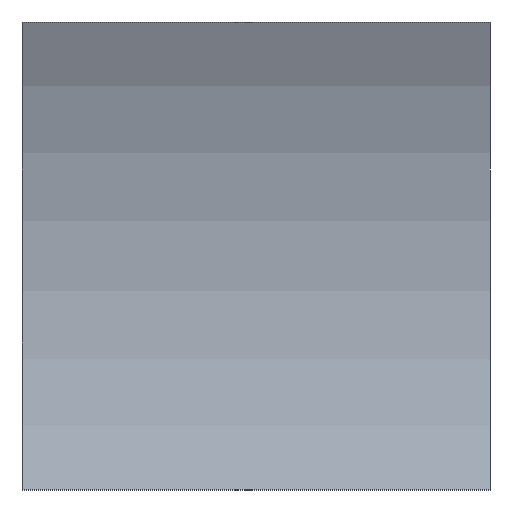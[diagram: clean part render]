
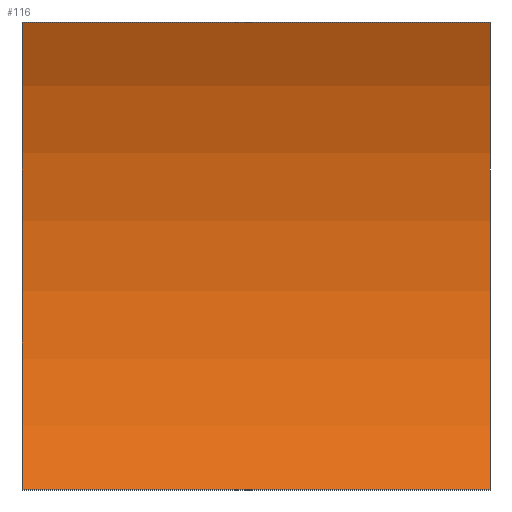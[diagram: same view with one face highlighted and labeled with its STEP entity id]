
A CAD part, left-side view. The second image highlights one B-rep face of the part: STEP entity #116.
In plain terms, the highlighted cylindrical face has radius 11.45 mm (diameter 22.9 mm), a partial arc.
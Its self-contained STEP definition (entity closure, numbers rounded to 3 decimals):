
#1 = CIRCLE ( 'NONE', #24, 11.45 ) ;
#3 = LINE ( 'NONE', #123, #111 ) ;
#9 = DIRECTION ( 'NONE',  ( 0., -1., 0. ) ) ;
#13 = EDGE_CURVE ( 'NONE', #49, #92, #1, .T. ) ;
#18 = ORIENTED_EDGE ( 'NONE', *, *, #13, .F. ) ;
#19 = ORIENTED_EDGE ( 'NONE', *, *, #172, .T. ) ;
#22 = CARTESIAN_POINT ( 'NONE',  ( -13.45, 0., 5. ) ) ;
#24 = AXIS2_PLACEMENT_3D ( 'NONE', #68, #9, #83 ) ;
#35 = CARTESIAN_POINT ( 'NONE',  ( -3.149, 10., 10. ) ) ;
#41 = DIRECTION ( 'NONE',  ( 0., 0., -1. ) ) ;
#46 = VERTEX_POINT ( 'NONE', #121 ) ;
#49 = VERTEX_POINT ( 'NONE', #69 ) ;
#60 = DIRECTION ( 'NONE',  ( 0., -1., 0. ) ) ;
#68 = CARTESIAN_POINT ( 'NONE',  ( -13.45, 10., 5. ) ) ;
#69 = CARTESIAN_POINT ( 'NONE',  ( -3.149, 10., 0. ) ) ;
#77 = ORIENTED_EDGE ( 'NONE', *, *, #152, .F. ) ;
#83 = DIRECTION ( 'NONE',  ( 0., 0., 1. ) ) ;
#84 = DIRECTION ( 'NONE',  ( 0., -1., 0. ) ) ;
#92 = VERTEX_POINT ( 'NONE', #35 ) ;
#110 = AXIS2_PLACEMENT_3D ( 'NONE', #190, #60, #41 ) ;
#111 = VECTOR ( 'NONE', #84, 1000. ) ;
#114 = LINE ( 'NONE', #145, #177 ) ;
#116 = ADVANCED_FACE ( 'NONE', ( #156 ), #126, .F. ) ;
#120 = DIRECTION ( 'NONE',  ( 0., -1., 0. ) ) ;
#121 = CARTESIAN_POINT ( 'NONE',  ( -3.149, 0., 0. ) ) ;
#123 = CARTESIAN_POINT ( 'NONE',  ( -3.149, 10., 10. ) ) ;
#126 = CYLINDRICAL_SURFACE ( 'NONE', #110, 11.45 ) ;
#136 = CARTESIAN_POINT ( 'NONE',  ( -3.149, 0., 10. ) ) ;
#141 = DIRECTION ( 'NONE',  ( 0., 0., 1. ) ) ;
#145 = CARTESIAN_POINT ( 'NONE',  ( -3.149, 10., 0. ) ) ;
#152 = EDGE_CURVE ( 'NONE', #92, #174, #3, .T. ) ;
#156 = FACE_OUTER_BOUND ( 'NONE', #159, .T. ) ;
#159 = EDGE_LOOP ( 'NONE', ( #19, #77, #18, #204 ) ) ;
#166 = AXIS2_PLACEMENT_3D ( 'NONE', #22, #180, #141 ) ;
#172 = EDGE_CURVE ( 'NONE', #46, #174, #173, .T. ) ;
#173 = CIRCLE ( 'NONE', #166, 11.45 ) ;
#174 = VERTEX_POINT ( 'NONE', #136 ) ;
#177 = VECTOR ( 'NONE', #120, 1000. ) ;
#180 = DIRECTION ( 'NONE',  ( 0., -1., 0. ) ) ;
#190 = CARTESIAN_POINT ( 'NONE',  ( -13.45, 10., 5. ) ) ;
#191 = EDGE_CURVE ( 'NONE', #49, #46, #114, .T. ) ;
#204 = ORIENTED_EDGE ( 'NONE', *, *, #191, .T. ) ;
